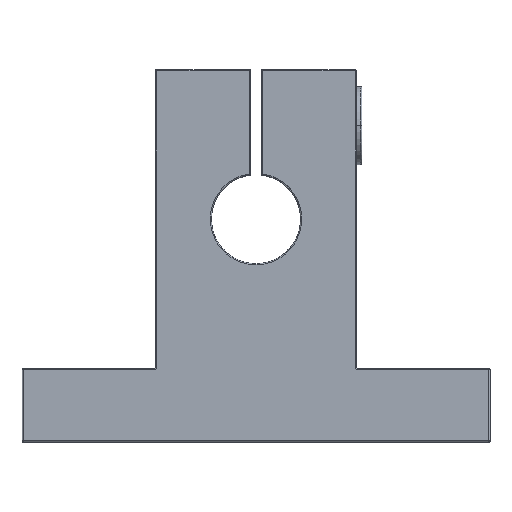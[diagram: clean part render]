
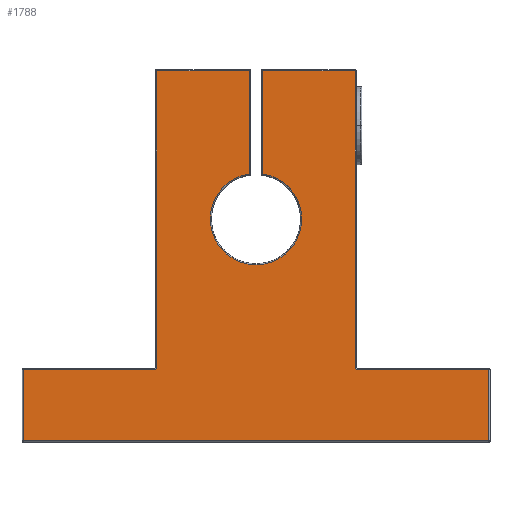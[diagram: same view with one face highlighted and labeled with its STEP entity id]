
A CAD part, top view. The second image highlights one B-rep face of the part: STEP entity #1788.
In plain terms, the highlighted planar face has unit normal (0, 0, 1).
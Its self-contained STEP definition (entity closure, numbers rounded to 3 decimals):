
#10 = AXIS2_PLACEMENT_3D ( 'NONE', #78, #832, #499 ) ;
#47 = VERTEX_POINT ( 'NONE', #854 ) ;
#50 = VERTEX_POINT ( 'NONE', #1612 ) ;
#78 = CARTESIAN_POINT ( 'NONE',  ( 0., 20., 14. ) ) ;
#109 = EDGE_CURVE ( 'NONE', #2885, #328, #2985, .T. ) ;
#113 = ORIENTED_EDGE ( 'NONE', *, *, #466, .T. ) ;
#124 = LINE ( 'NONE', #2191, #752 ) ;
#129 = AXIS2_PLACEMENT_3D ( 'NONE', #640, #2931, #368 ) ;
#140 = CARTESIAN_POINT ( 'NONE',  ( -8.9, 6.7, 14. ) ) ;
#165 = EDGE_CURVE ( 'NONE', #961, #213, #2916, .T. ) ;
#182 = CARTESIAN_POINT ( 'NONE',  ( 20.9, 6.6, 14. ) ) ;
#195 = VERTEX_POINT ( 'NONE', #726 ) ;
#213 = VERTEX_POINT ( 'NONE', #316 ) ;
#226 = CARTESIAN_POINT ( 'NONE',  ( 9.1, 6.5, 14. ) ) ;
#231 = LINE ( 'NONE', #2272, #693 ) ;
#244 = DIRECTION ( 'NONE',  ( 0., -1., 0. ) ) ;
#284 = PLANE ( 'NONE',  #2042 ) ;
#316 = CARTESIAN_POINT ( 'NONE',  ( 4.1, 20., 14. ) ) ;
#328 = VERTEX_POINT ( 'NONE', #2119 ) ;
#335 = CARTESIAN_POINT ( 'NONE',  ( -20.9, 0.1, 14. ) ) ;
#358 = CARTESIAN_POINT ( 'NONE',  ( 0., 20., 14. ) ) ;
#368 = DIRECTION ( 'NONE',  ( 1., 0., 0. ) ) ;
#400 = LINE ( 'NONE', #2481, #971 ) ;
#410 = ORIENTED_EDGE ( 'NONE', *, *, #1223, .T. ) ;
#418 = CARTESIAN_POINT ( 'NONE',  ( -8.9, 6.6, 14. ) ) ;
#466 = EDGE_CURVE ( 'NONE', #213, #2076, #2195, .T. ) ;
#481 = ORIENTED_EDGE ( 'NONE', *, *, #165, .T. ) ;
#487 = VECTOR ( 'NONE', #2705, 1000. ) ;
#493 = CARTESIAN_POINT ( 'NONE',  ( 0., 20., 14. ) ) ;
#499 = DIRECTION ( 'NONE',  ( 1., 0., 0. ) ) ;
#527 = ORIENTED_EDGE ( 'NONE', *, *, #1831, .F. ) ;
#551 = CIRCLE ( 'NONE', #2428, 0.2 ) ;
#640 = CARTESIAN_POINT ( 'NONE',  ( 9.1, 6.7, 14. ) ) ;
#642 = EDGE_CURVE ( 'NONE', #2356, #195, #1948, .T. ) ;
#652 = LINE ( 'NONE', #1889, #3148 ) ;
#662 = EDGE_CURVE ( 'NONE', #2797, #1071, #1203, .T. ) ;
#666 = DIRECTION ( 'NONE',  ( 0., 1., 0. ) ) ;
#693 = VECTOR ( 'NONE', #2794, 1000. ) ;
#696 = ORIENTED_EDGE ( 'NONE', *, *, #2090, .T. ) ;
#697 = DIRECTION ( 'NONE',  ( 1., 0., 0. ) ) ;
#726 = CARTESIAN_POINT ( 'NONE',  ( -0.6, 33.3, 14. ) ) ;
#750 = ORIENTED_EDGE ( 'NONE', *, *, #642, .T. ) ;
#752 = VECTOR ( 'NONE', #1901, 1000. ) ;
#812 = EDGE_CURVE ( 'NONE', #328, #3040, #2031, .T. ) ;
#832 = DIRECTION ( 'NONE',  ( 0., 0., -1. ) ) ;
#836 = LINE ( 'NONE', #2384, #885 ) ;
#854 = CARTESIAN_POINT ( 'NONE',  ( -8.9, 33.3, 14. ) ) ;
#885 = VECTOR ( 'NONE', #1362, 1000. ) ;
#900 = VERTEX_POINT ( 'NONE', #335 ) ;
#961 = VERTEX_POINT ( 'NONE', #2893 ) ;
#971 = VECTOR ( 'NONE', #1191, 1000. ) ;
#1038 = EDGE_LOOP ( 'NONE', ( #481, #113, #1678, #750, #2479, #2098, #527, #410, #696, #2452, #1884, #1129, #1596, #2412, #1514, #1220 ) ) ;
#1040 = DIRECTION ( 'NONE',  ( 0., 0., 1. ) ) ;
#1071 = VERTEX_POINT ( 'NONE', #1665 ) ;
#1081 = DIRECTION ( 'NONE',  ( 1., 0., 0. ) ) ;
#1129 = ORIENTED_EDGE ( 'NONE', *, *, #812, .T. ) ;
#1191 = DIRECTION ( 'NONE',  ( 0., -1., 0. ) ) ;
#1203 = LINE ( 'NONE', #1235, #2198 ) ;
#1220 = ORIENTED_EDGE ( 'NONE', *, *, #2149, .T. ) ;
#1223 = EDGE_CURVE ( 'NONE', #50, #1354, #231, .T. ) ;
#1235 = CARTESIAN_POINT ( 'NONE',  ( 0.5, 33.3, 14. ) ) ;
#1308 = DIRECTION ( 'NONE',  ( -1., 0., 0. ) ) ;
#1309 = CARTESIAN_POINT ( 'NONE',  ( -0.6, 24.056, 14. ) ) ;
#1354 = VERTEX_POINT ( 'NONE', #2860 ) ;
#1362 = DIRECTION ( 'NONE',  ( 0., 1., 0. ) ) ;
#1370 = CARTESIAN_POINT ( 'NONE',  ( -9., 33.3, 14. ) ) ;
#1445 = VERTEX_POINT ( 'NONE', #140 ) ;
#1455 = EDGE_CURVE ( 'NONE', #1506, #3040, #3133, .T. ) ;
#1490 = EDGE_CURVE ( 'NONE', #195, #47, #2894, .T. ) ;
#1506 = VERTEX_POINT ( 'NONE', #3173 ) ;
#1514 = ORIENTED_EDGE ( 'NONE', *, *, #662, .T. ) ;
#1596 = ORIENTED_EDGE ( 'NONE', *, *, #1455, .F. ) ;
#1603 = VECTOR ( 'NONE', #244, 1000. ) ;
#1612 = CARTESIAN_POINT ( 'NONE',  ( -9.1, 6.5, 14. ) ) ;
#1663 = CARTESIAN_POINT ( 'NONE',  ( 0., 20., 14. ) ) ;
#1664 = DIRECTION ( 'NONE',  ( 1., 0., 0. ) ) ;
#1665 = CARTESIAN_POINT ( 'NONE',  ( 0.6, 33.3, 14. ) ) ;
#1678 = ORIENTED_EDGE ( 'NONE', *, *, #3238, .T. ) ;
#1788 = ADVANCED_FACE ( 'NONE', ( #2800 ), #284, .T. ) ;
#1831 = EDGE_CURVE ( 'NONE', #50, #1445, #551, .T. ) ;
#1857 = EDGE_CURVE ( 'NONE', #47, #1445, #3277, .T. ) ;
#1883 = DIRECTION ( 'NONE',  ( 0., 0., -1. ) ) ;
#1884 = ORIENTED_EDGE ( 'NONE', *, *, #109, .T. ) ;
#1889 = CARTESIAN_POINT ( 'NONE',  ( 21., 0.1, 14. ) ) ;
#1901 = DIRECTION ( 'NONE',  ( 0., -1., 0. ) ) ;
#1918 = VECTOR ( 'NONE', #1308, 1000. ) ;
#1925 = CARTESIAN_POINT ( 'NONE',  ( -0.6, 33.4, 14. ) ) ;
#1948 = LINE ( 'NONE', #1925, #3061 ) ;
#1958 = DIRECTION ( 'NONE',  ( 0., 0., 1. ) ) ;
#2031 = LINE ( 'NONE', #2292, #1918 ) ;
#2042 = AXIS2_PLACEMENT_3D ( 'NONE', #493, #1040, #2071 ) ;
#2071 = DIRECTION ( 'NONE',  ( 1., 0., 0. ) ) ;
#2076 = VERTEX_POINT ( 'NONE', #2950 ) ;
#2090 = EDGE_CURVE ( 'NONE', #1354, #900, #124, .T. ) ;
#2098 = ORIENTED_EDGE ( 'NONE', *, *, #1857, .T. ) ;
#2119 = CARTESIAN_POINT ( 'NONE',  ( 20.9, 6.5, 14. ) ) ;
#2149 = EDGE_CURVE ( 'NONE', #1071, #961, #400, .T. ) ;
#2191 = CARTESIAN_POINT ( 'NONE',  ( -20.9, 0., 14. ) ) ;
#2195 = CIRCLE ( 'NONE', #10, 4.1 ) ;
#2198 = VECTOR ( 'NONE', #2784, 1000. ) ;
#2244 = DIRECTION ( 'NONE',  ( 0., 1., 0. ) ) ;
#2252 = AXIS2_PLACEMENT_3D ( 'NONE', #1663, #2715, #3275 ) ;
#2272 = CARTESIAN_POINT ( 'NONE',  ( -21., 6.5, 14. ) ) ;
#2292 = CARTESIAN_POINT ( 'NONE',  ( 9., 6.5, 14. ) ) ;
#2320 = CARTESIAN_POINT ( 'NONE',  ( 20.9, 0.1, 14. ) ) ;
#2341 = CARTESIAN_POINT ( 'NONE',  ( 8.9, 33.3, 14. ) ) ;
#2356 = VERTEX_POINT ( 'NONE', #1309 ) ;
#2384 = CARTESIAN_POINT ( 'NONE',  ( 8.9, 33.4, 14. ) ) ;
#2412 = ORIENTED_EDGE ( 'NONE', *, *, #3218, .T. ) ;
#2428 = AXIS2_PLACEMENT_3D ( 'NONE', #3042, #1958, #697 ) ;
#2452 = ORIENTED_EDGE ( 'NONE', *, *, #2677, .T. ) ;
#2479 = ORIENTED_EDGE ( 'NONE', *, *, #1490, .T. ) ;
#2481 = CARTESIAN_POINT ( 'NONE',  ( 0.6, 23.969, 14. ) ) ;
#2576 = VECTOR ( 'NONE', #666, 1000. ) ;
#2677 = EDGE_CURVE ( 'NONE', #900, #2885, #652, .T. ) ;
#2705 = DIRECTION ( 'NONE',  ( -1., 0., 0. ) ) ;
#2715 = DIRECTION ( 'NONE',  ( 0., 0., -1. ) ) ;
#2784 = DIRECTION ( 'NONE',  ( -1., 0., 0. ) ) ;
#2794 = DIRECTION ( 'NONE',  ( -1., 0., 0. ) ) ;
#2797 = VERTEX_POINT ( 'NONE', #2341 ) ;
#2800 = FACE_OUTER_BOUND ( 'NONE', #1038, .T. ) ;
#2860 = CARTESIAN_POINT ( 'NONE',  ( -20.9, 6.5, 14. ) ) ;
#2885 = VERTEX_POINT ( 'NONE', #2320 ) ;
#2893 = CARTESIAN_POINT ( 'NONE',  ( 0.6, 24.056, 14. ) ) ;
#2894 = LINE ( 'NONE', #1370, #487 ) ;
#2916 = CIRCLE ( 'NONE', #2252, 4.1 ) ;
#2931 = DIRECTION ( 'NONE',  ( 0., 0., 1. ) ) ;
#2950 = CARTESIAN_POINT ( 'NONE',  ( -4.1, 20., 14. ) ) ;
#2985 = LINE ( 'NONE', #182, #2576 ) ;
#2989 = AXIS2_PLACEMENT_3D ( 'NONE', #358, #1883, #1081 ) ;
#3040 = VERTEX_POINT ( 'NONE', #226 ) ;
#3042 = CARTESIAN_POINT ( 'NONE',  ( -9.1, 6.7, 14. ) ) ;
#3061 = VECTOR ( 'NONE', #2244, 1000. ) ;
#3097 = CIRCLE ( 'NONE', #2989, 4.1 ) ;
#3133 = CIRCLE ( 'NONE', #129, 0.2 ) ;
#3148 = VECTOR ( 'NONE', #1664, 1000. ) ;
#3173 = CARTESIAN_POINT ( 'NONE',  ( 8.9, 6.7, 14. ) ) ;
#3218 = EDGE_CURVE ( 'NONE', #1506, #2797, #836, .T. ) ;
#3238 = EDGE_CURVE ( 'NONE', #2076, #2356, #3097, .T. ) ;
#3275 = DIRECTION ( 'NONE',  ( 1., 0., 0. ) ) ;
#3277 = LINE ( 'NONE', #418, #1603 ) ;
